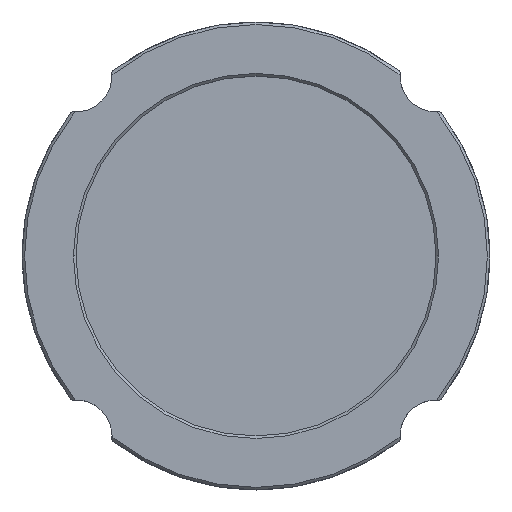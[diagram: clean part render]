
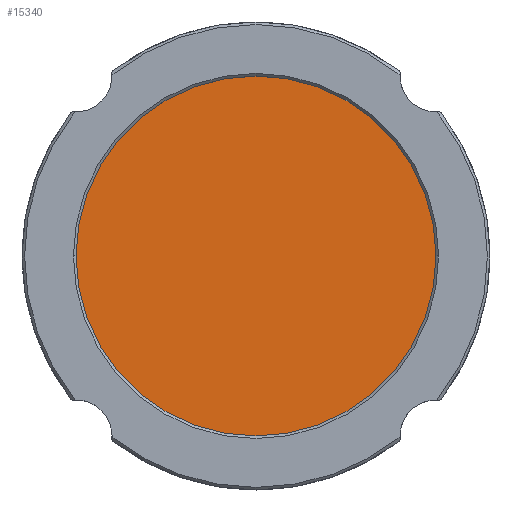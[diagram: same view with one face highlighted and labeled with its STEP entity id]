
A CAD part, top view. The second image highlights one B-rep face of the part: STEP entity #15340.
In plain terms, the highlighted planar face has unit normal (0, 0, 1).
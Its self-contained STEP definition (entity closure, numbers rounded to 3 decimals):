
#101 = CARTESIAN_POINT ( 'NONE',  ( 0., -35., 28.7 ) ) ;
#105 = DIRECTION ( 'NONE',  ( 0., -1., 0. ) ) ;
#106 = DIRECTION ( 'NONE',  ( 0., 0., 1. ) ) ;
#107 = CARTESIAN_POINT ( 'NONE',  ( 0., 0., 28.7 ) ) ;
#108 = AXIS2_PLACEMENT_3D ( 'NONE', #107, #106, #105 ) ;
#109 = CIRCLE ( 'NONE', #108, 35. ) ;
#227 = CARTESIAN_POINT ( 'NONE',  ( 0., 35., 28.7 ) ) ;
#7403 = DIRECTION ( 'NONE',  ( 0., -1., 0. ) ) ;
#7405 = DIRECTION ( 'NONE',  ( 0., 0., 1. ) ) ;
#7407 = CARTESIAN_POINT ( 'NONE',  ( 0., 0., 28.7 ) ) ;
#7409 = AXIS2_PLACEMENT_3D ( 'NONE', #7407, #7405, #7403 ) ;
#7419 = CIRCLE ( 'NONE', #7409, 35. ) ;
#8530 = EDGE_CURVE ( 'NONE', #8584, #8532, #109, .T. ) ;
#8532 = VERTEX_POINT ( 'NONE', #101 ) ;
#8584 = VERTEX_POINT ( 'NONE', #227 ) ;
#9783 = DIRECTION ( 'NONE',  ( -1., 0., 0. ) ) ;
#9784 = DIRECTION ( 'NONE',  ( 0., 0., 1. ) ) ;
#9785 = CARTESIAN_POINT ( 'NONE',  ( 32.79, 21.129, 28.7 ) ) ;
#9786 = AXIS2_PLACEMENT_3D ( 'NONE', #9785, #9784, #9783 ) ;
#9794 = PLANE ( 'NONE',  #9786 ) ;
#9796 = FACE_OUTER_BOUND ( 'NONE', #15341, .T. ) ;
#15340 = ADVANCED_FACE ( 'NONE', ( #9796 ), #9794, .T. ) ;
#15341 = EDGE_LOOP ( 'NONE', ( #15342, #15343 ) ) ;
#15342 = ORIENTED_EDGE ( 'NONE', *, *, #21631, .T. ) ;
#15343 = ORIENTED_EDGE ( 'NONE', *, *, #8530, .T. ) ;
#21631 = EDGE_CURVE ( 'NONE', #8532, #8584, #7419, .T. ) ;
